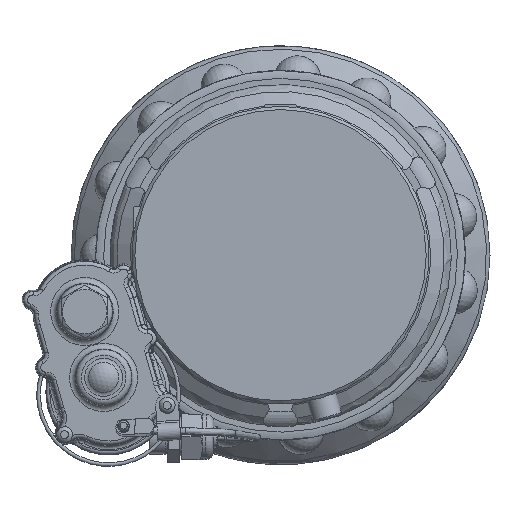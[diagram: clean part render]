
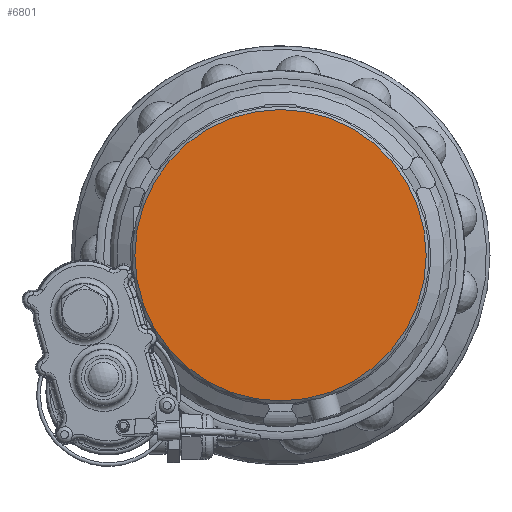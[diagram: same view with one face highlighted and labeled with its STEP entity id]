
A CAD part, front view. The second image highlights one B-rep face of the part: STEP entity #6801.
In plain terms, the highlighted planar face has unit normal (0, -1, 0).
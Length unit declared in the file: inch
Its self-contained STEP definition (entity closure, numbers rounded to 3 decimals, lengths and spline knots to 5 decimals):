
#4083 = CARTESIAN_POINT ( 'NONE',  ( 0., -5.72315, -2.3905 ) ) ;
#4111 = AXIS2_PLACEMENT_3D ( 'NONE', #21072, #5206, #18777 ) ;
#5206 = DIRECTION ( 'NONE',  ( 0., -1., 0. ) ) ;
#5317 = PLANE ( 'NONE',  #4111 ) ;
#5457 = DIRECTION ( 'NONE',  ( 0., 1., 0. ) ) ;
#6295 = FACE_OUTER_BOUND ( 'NONE', #15978, .T. ) ;
#6801 = ADVANCED_FACE ( 'NONE', ( #6295 ), #5317, .T. ) ;
#9823 = AXIS2_PLACEMENT_3D ( 'NONE', #21296, #5457, #19011 ) ;
#15978 = EDGE_LOOP ( 'NONE', ( #28471 ) ) ;
#18777 = DIRECTION ( 'NONE',  ( 0., 0., -1. ) ) ;
#19011 = DIRECTION ( 'NONE',  ( 0., 0., -1. ) ) ;
#20792 = EDGE_CURVE ( 'NONE', #29524, #29524, #29035, .T. ) ;
#21072 = CARTESIAN_POINT ( 'NONE',  ( -2.60025, -5.72315, 2.56725 ) ) ;
#21296 = CARTESIAN_POINT ( 'NONE',  ( 0., -5.72315, 0. ) ) ;
#28471 = ORIENTED_EDGE ( 'NONE', *, *, #20792, .F. ) ;
#29035 = CIRCLE ( 'NONE', #9823, 2.3905 ) ;
#29524 = VERTEX_POINT ( 'NONE', #4083 ) ;
